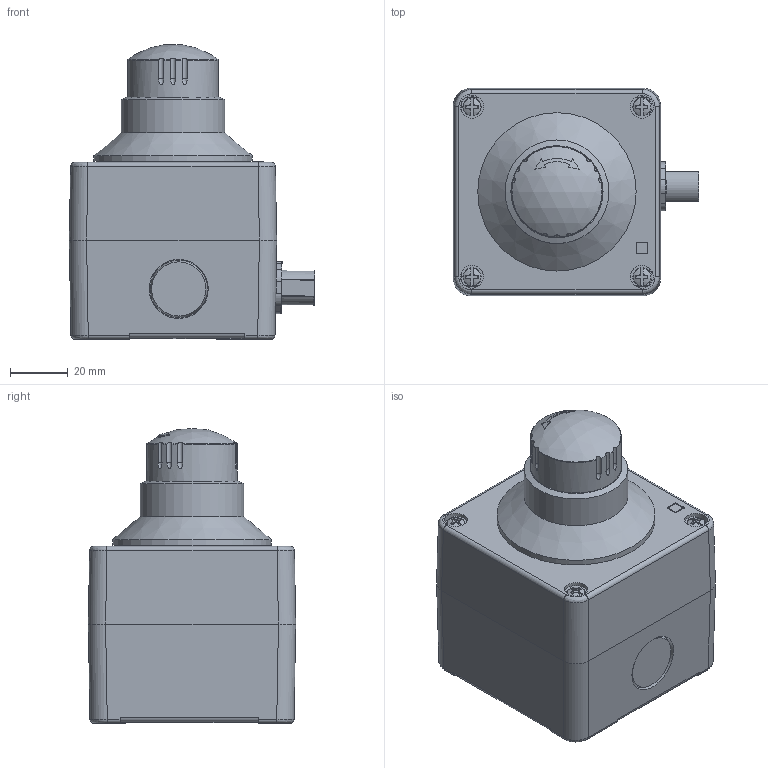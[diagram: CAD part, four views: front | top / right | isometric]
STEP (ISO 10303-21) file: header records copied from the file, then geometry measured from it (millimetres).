
FILE_DESCRIPTION(/* description */ (''),/* implementation_level */ '2;1');
FILE_NAME(/* name */ 'SIL_QRBUVOO_M12_ipt.stp',/* time_stamp */ '2018-06-12T15:30:33+02:00',/* author */ ('ahoffmann'),/* organization */ (''),/* preprocessor_version */ 'ST-DEVELOPER v16.1',/* originating_system */ 'Autodesk Inventor 2016',/* authorisation */ '');
FILE_SCHEMA (('AUTOMOTIVE_DESIGN { 1 0 10303 214 3 1 1 }'));
Length unit declared in the file: centimetre
Products named in the file (1): SIL_QRBUVOO_M12_vereinfacht
Bounding box: 85.21 x 72 x 102.35 mm (x, y, z)
Volume: 338739.7 mm3; surface area: 57470.6 mm2
Topology: 1 solids, 15 shells, 1483 faces, 4011 edges, 2634 vertices
Faces by surface type: plane 1045, cylinder 246, torus 74, bspline 57, cone 49, sphere 12
Full cylindrical faces by diameter (mm): 0.159 x1, 0.162 x1, 5.891 x1, 6 x1, 7.225 x1, 7.6 x4, 8 x4, 13.7 x1, 16.2 x1, 20.5 x2, 31.5 x1, 31.55 x1, 32 x1, 34.215 x1, 36 x1, 52 x1, 55 x1
Entity records: 48609 total; most frequent: CARTESIAN_POINT 11345, ORIENTED_EDGE 7954, DIRECTION 7417, EDGE_CURVE 3958, LINE 2931, VECTOR 2931, VERTEX_POINT 2617, AXIS2_PLACEMENT_3D 2243
